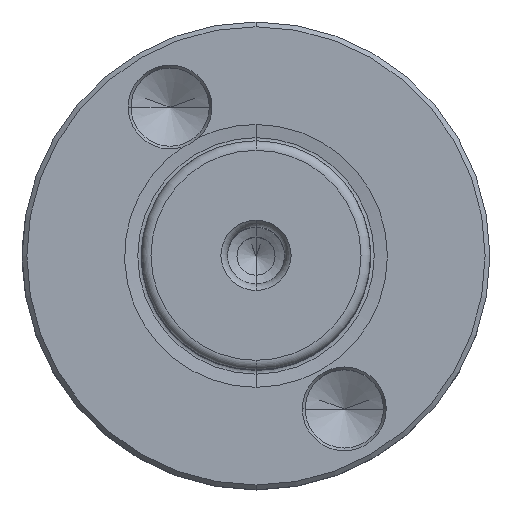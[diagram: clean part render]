
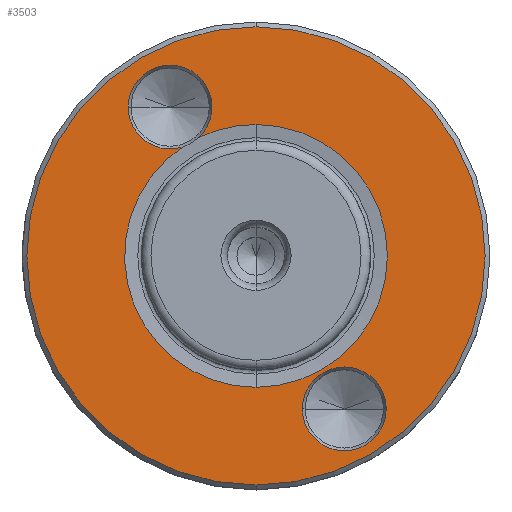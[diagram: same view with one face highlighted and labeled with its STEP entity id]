
A CAD part, top view. The second image highlights one B-rep face of the part: STEP entity #3503.
In plain terms, the highlighted face is planar.
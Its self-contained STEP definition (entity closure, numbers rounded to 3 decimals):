
#494=CARTESIAN_POINT('',(0.,0.,0.));
#495=DIRECTION('',(0.,0.,-1.));
#496=DIRECTION('',(0.,1.,0.));
#497=AXIS2_PLACEMENT_3D('',#494,#495,#496);
#516=CARTESIAN_POINT('',(0.,0.,0.));
#517=DIRECTION('',(0.,0.,1.));
#518=DIRECTION('',(0.,1.,0.));
#519=AXIS2_PLACEMENT_3D('',#516,#517,#518);
#524=CARTESIAN_POINT('',(9.,15.588,0.));
#525=DIRECTION('',(0.,0.,1.));
#526=DIRECTION('',(-1.,0.,0.));
#527=AXIS2_PLACEMENT_3D('',#524,#525,#526);
#532=CARTESIAN_POINT('',(9.,15.588,0.));
#533=DIRECTION('',(0.,0.,1.));
#534=DIRECTION('',(1.,0.,0.));
#535=AXIS2_PLACEMENT_3D('',#532,#533,#534);
#540=CARTESIAN_POINT('',(9.,15.588,0.));
#541=DIRECTION('',(0.,0.,1.));
#542=DIRECTION('',(-0.288,-0.958,0.));
#543=AXIS2_PLACEMENT_3D('',#540,#541,#542);
#548=CARTESIAN_POINT('',(0.,0.,0.));
#549=DIRECTION('',(0.,0.,-1.));
#550=DIRECTION('',(0.562,0.827,0.));
#551=AXIS2_PLACEMENT_3D('',#548,#549,#550);
#556=CARTESIAN_POINT('',(0.,0.,0.));
#557=DIRECTION('',(0.,0.,1.));
#558=DIRECTION('',(0.,1.,0.));
#559=AXIS2_PLACEMENT_3D('',#556,#557,#558);
#564=CARTESIAN_POINT('',(0.,0.,0.));
#565=DIRECTION('',(0.,0.,-1.));
#566=DIRECTION('',(0.,1.,0.));
#567=AXIS2_PLACEMENT_3D('',#564,#565,#566);
#572=CARTESIAN_POINT('',(-9.25,-16.021,0.));
#573=DIRECTION('',(0.,0.,1.));
#574=DIRECTION('',(-1.,0.,0.));
#575=AXIS2_PLACEMENT_3D('',#572,#573,#574);
#580=CARTESIAN_POINT('',(-9.25,-16.021,0.));
#581=DIRECTION('',(0.,0.,1.));
#582=DIRECTION('',(1.,0.,0.));
#583=AXIS2_PLACEMENT_3D('',#580,#581,#582);
#588=CARTESIAN_POINT('',(5.993,12.392,0.));
#595=CARTESIAN_POINT('',(7.735,11.386,0.));
#2798=CARTESIAN_POINT('',(0.,13.765,0.));
#2799=VERTEX_POINT('',#2798);
#2800=CARTESIAN_POINT('',(0.,24.,0.));
#2802=VERTEX_POINT('',#2800);
#2820=CARTESIAN_POINT('',(0.,-13.765,0.));
#2821=VERTEX_POINT('',#2820);
#2822=CARTESIAN_POINT('',(0.,-24.,0.));
#2824=VERTEX_POINT('',#2822);
#2836=VERTEX_POINT('',#588);
#2837=VERTEX_POINT('',#595);
#2838=CARTESIAN_POINT('',(4.611,15.588,0.));
#2839=VERTEX_POINT('',#2838);
#2840=CARTESIAN_POINT('',(13.389,15.588,0.));
#2841=VERTEX_POINT('',#2840);
#2852=CARTESIAN_POINT('',(-13.639,-16.021,0.));
#2853=CARTESIAN_POINT('',(-4.861,-16.021,0.));
#2854=VERTEX_POINT('',#2852);
#2855=VERTEX_POINT('',#2853);
#3474=CARTESIAN_POINT('',(0.,0.,0.));
#3475=DIRECTION('',(0.,0.,-1.));
#3476=DIRECTION('',(0.,-1.,0.));
#3477=AXIS2_PLACEMENT_3D('',#3474,#3475,#3476);
#3478=PLANE('',#3477);
#3479=ORIENTED_EDGE('',*,*,#3469,.T.);
#3480=ORIENTED_EDGE('',*,*,#3453,.F.);
#3481=EDGE_LOOP('',(#3479,#3480));
#3482=FACE_OUTER_BOUND('',#3481,.F.);
#3484=ORIENTED_EDGE('',*,*,#3483,.F.);
#3486=ORIENTED_EDGE('',*,*,#3485,.F.);
#3488=ORIENTED_EDGE('',*,*,#3487,.F.);
#3490=ORIENTED_EDGE('',*,*,#3489,.T.);
#3492=ORIENTED_EDGE('',*,*,#3491,.F.);
#3494=ORIENTED_EDGE('',*,*,#3493,.T.);
#3495=EDGE_LOOP('',(#3484,#3486,#3488,#3490,#3492,#3494));
#3496=FACE_BOUND('',#3495,.F.);
#3498=ORIENTED_EDGE('',*,*,#3497,.F.);
#3500=ORIENTED_EDGE('',*,*,#3499,.F.);
#3501=EDGE_LOOP('',(#3498,#3500));
#3502=FACE_BOUND('',#3501,.F.);
#3503=ADVANCED_FACE('',(#3482,#3496,#3502),#3478,.T.);
#498=CIRCLE('',#497,24.);
#520=CIRCLE('',#519,24.);
#528=CIRCLE('',#527,4.389);
#536=CIRCLE('',#535,4.389);
#544=CIRCLE('',#543,4.389);
#552=CIRCLE('',#551,13.765);
#560=CIRCLE('',#559,13.765);
#568=CIRCLE('',#567,13.765);
#576=CIRCLE('',#575,4.389);
#584=CIRCLE('',#583,4.389);
#3453=EDGE_CURVE('',#2802,#2824,#498,.T.);
#3469=EDGE_CURVE('',#2802,#2824,#520,.T.);
#3483=EDGE_CURVE('',#2839,#2836,#528,.T.);
#3485=EDGE_CURVE('',#2841,#2839,#536,.T.);
#3487=EDGE_CURVE('',#2837,#2841,#544,.T.);
#3489=EDGE_CURVE('',#2837,#2821,#552,.T.);
#3491=EDGE_CURVE('',#2799,#2821,#560,.T.);
#3493=EDGE_CURVE('',#2799,#2836,#568,.T.);
#3497=EDGE_CURVE('',#2854,#2855,#576,.T.);
#3499=EDGE_CURVE('',#2855,#2854,#584,.T.);
